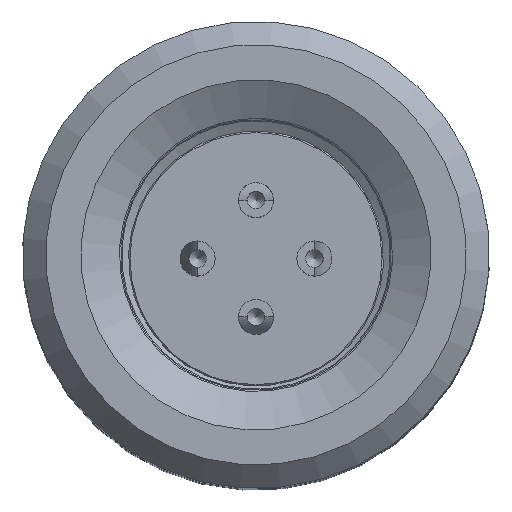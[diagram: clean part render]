
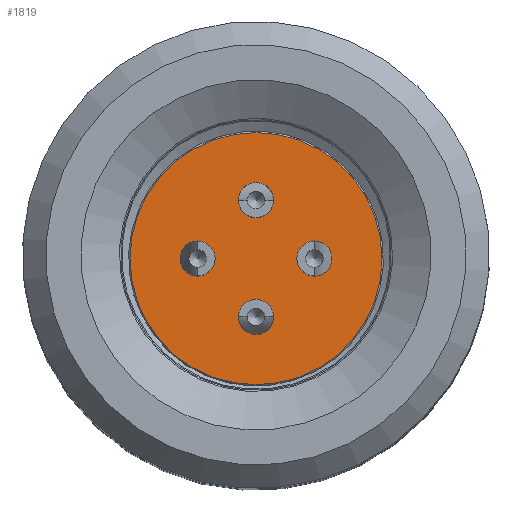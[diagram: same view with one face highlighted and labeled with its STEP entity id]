
A CAD part, top view. The second image highlights one B-rep face of the part: STEP entity #1819.
In plain terms, the highlighted face is planar.
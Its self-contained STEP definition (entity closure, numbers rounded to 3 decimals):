
#166=FACE_BOUND('',#596,.T.);
#167=FACE_BOUND('',#597,.T.);
#168=FACE_BOUND('',#598,.T.);
#169=FACE_BOUND('',#599,.T.);
#189=PLANE('',#2106);
#481=FACE_OUTER_BOUND('',#595,.T.);
#595=EDGE_LOOP('',(#1576));
#596=EDGE_LOOP('',(#1577));
#597=EDGE_LOOP('',(#1578));
#598=EDGE_LOOP('',(#1579));
#599=EDGE_LOOP('',(#1580));
#744=CIRCLE('',#2099,0.75);
#745=CIRCLE('',#2101,0.75);
#746=CIRCLE('',#2103,0.75);
#747=CIRCLE('',#2105,0.75);
#748=CIRCLE('',#2107,5.4);
#915=VERTEX_POINT('',#3618);
#916=VERTEX_POINT('',#3622);
#917=VERTEX_POINT('',#3626);
#918=VERTEX_POINT('',#3630);
#919=VERTEX_POINT('',#3634);
#1146=EDGE_CURVE('',#915,#915,#744,.T.);
#1148=EDGE_CURVE('',#916,#916,#745,.T.);
#1150=EDGE_CURVE('',#917,#917,#746,.T.);
#1152=EDGE_CURVE('',#918,#918,#747,.T.);
#1153=EDGE_CURVE('',#919,#919,#748,.T.);
#1576=ORIENTED_EDGE('',*,*,#1153,.F.);
#1577=ORIENTED_EDGE('',*,*,#1152,.T.);
#1578=ORIENTED_EDGE('',*,*,#1150,.T.);
#1579=ORIENTED_EDGE('',*,*,#1148,.T.);
#1580=ORIENTED_EDGE('',*,*,#1146,.T.);
#1819=ADVANCED_FACE('',(#481,#166,#167,#168,#169),#189,.F.);
#2099=AXIS2_PLACEMENT_3D('',#3620,#2613,#2614);
#2101=AXIS2_PLACEMENT_3D('',#3624,#2618,#2619);
#2103=AXIS2_PLACEMENT_3D('',#3628,#2623,#2624);
#2105=AXIS2_PLACEMENT_3D('',#3632,#2628,#2629);
#2106=AXIS2_PLACEMENT_3D('',#3633,#2630,#2631);
#2107=AXIS2_PLACEMENT_3D('',#3635,#2632,#2633);
#2613=DIRECTION('center_axis',(0.,0.,1.));
#2614=DIRECTION('ref_axis',(0.,-1.,0.));
#2618=DIRECTION('center_axis',(0.,0.,1.));
#2619=DIRECTION('ref_axis',(-1.,0.,0.));
#2623=DIRECTION('center_axis',(0.,0.,1.));
#2624=DIRECTION('ref_axis',(0.,1.,0.));
#2628=DIRECTION('center_axis',(0.,0.,1.));
#2629=DIRECTION('ref_axis',(1.,0.,0.));
#2630=DIRECTION('center_axis',(0.,0.,1.));
#2631=DIRECTION('ref_axis',(1.,0.,0.));
#2632=DIRECTION('center_axis',(0.,0.,1.));
#2633=DIRECTION('ref_axis',(1.,0.,0.));
#3618=CARTESIAN_POINT('',(2.5,0.75,-8.5));
#3620=CARTESIAN_POINT('Origin',(2.5,0.,-8.5));
#3622=CARTESIAN_POINT('',(0.75,-2.5,-8.5));
#3624=CARTESIAN_POINT('Origin',(0.,-2.5,-8.5));
#3626=CARTESIAN_POINT('',(-2.5,-0.75,-8.5));
#3628=CARTESIAN_POINT('Origin',(-2.5,0.,-8.5));
#3630=CARTESIAN_POINT('',(-0.75,2.5,-8.5));
#3632=CARTESIAN_POINT('Origin',(0.,2.5,-8.5));
#3633=CARTESIAN_POINT('Origin',(0.,0.,
-8.5));
#3634=CARTESIAN_POINT('',(-5.4,0.,-8.5));
#3635=CARTESIAN_POINT('Origin',(0.,0.,-8.5));
